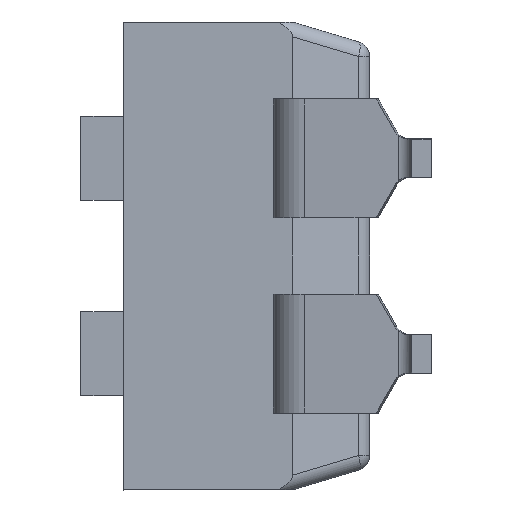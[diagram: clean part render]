
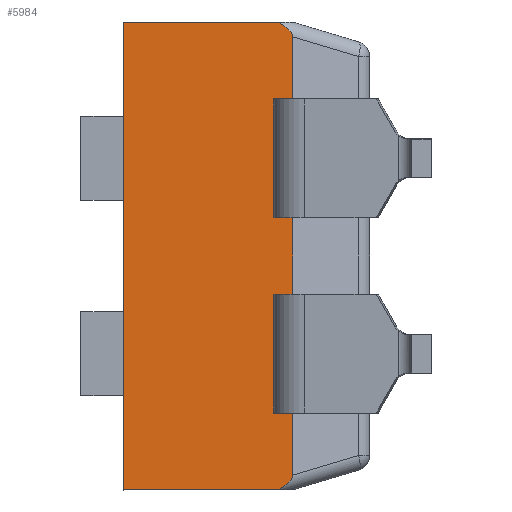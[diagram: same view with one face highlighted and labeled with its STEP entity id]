
A CAD part, left-side view. The second image highlights one B-rep face of the part: STEP entity #5984.
In plain terms, the highlighted planar face has unit normal (-1, 0, 0).
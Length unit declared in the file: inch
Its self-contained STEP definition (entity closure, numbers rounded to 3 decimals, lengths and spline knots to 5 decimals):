
#70 = LINE ( 'NONE', #5088, #5116 ) ;
#119 = ORIENTED_EDGE ( 'NONE', *, *, #2992, .F. ) ;
#143 = EDGE_CURVE ( 'NONE', #7035, #3233, #6236, .T. ) ;
#203 = VECTOR ( 'NONE', #678, 39.37008 ) ;
#251 = CARTESIAN_POINT ( 'NONE',  ( 0.23138, 0.03516, -0.18789 ) ) ;
#279 = EDGE_CURVE ( 'NONE', #3781, #5814, #2281, .T. ) ;
#360 = VECTOR ( 'NONE', #506, 39.37008 ) ;
#371 = VECTOR ( 'NONE', #5511, 39.37008 ) ;
#455 = CARTESIAN_POINT ( 'NONE',  ( 0.23138, 0.10209, -0.22726 ) ) ;
#478 = VERTEX_POINT ( 'NONE', #7477 ) ;
#494 = EDGE_CURVE ( 'NONE', #1297, #6961, #1739, .T. ) ;
#506 = DIRECTION ( 'NONE',  ( 0., 0., -1. ) ) ;
#536 = ORIENTED_EDGE ( 'NONE', *, *, #5264, .F. ) ;
#550 = CARTESIAN_POINT ( 'NONE',  ( 0.23138, 0.04241, -0.22726 ) ) ;
#611 = VECTOR ( 'NONE', #2536, 39.37008 ) ;
#678 = DIRECTION ( 'NONE',  ( 0., 0., -1. ) ) ;
#784 = EDGE_CURVE ( 'NONE', #1753, #3781, #4422, .T. ) ;
#1012 = DIRECTION ( 'NONE',  ( 0., 1., 0. ) ) ;
#1052 = DIRECTION ( 'NONE',  ( 0., 1., 0. ) ) ;
#1187 = EDGE_CURVE ( 'NONE', #7002, #478, #7136, .T. ) ;
#1194 = CARTESIAN_POINT ( 'NONE',  ( 0.23138, 0.03769, -0.22444 ) ) ;
#1234 = DIRECTION ( 'NONE',  ( 0., 1., 0. ) ) ;
#1297 = VERTEX_POINT ( 'NONE', #3109 ) ;
#1378 = DIRECTION ( 'NONE',  ( 0., 0., -1. ) ) ;
#1509 = CARTESIAN_POINT ( 'NONE',  ( 0.23138, 0.12178, 0.01211 ) ) ;
#1578 = DIRECTION ( 'NONE',  ( 0., -1., 0. ) ) ;
#1739 = LINE ( 'NONE', #2999, #371 ) ;
#1742 = DIRECTION ( 'NONE',  ( 0., 0., 1. ) ) ;
#1753 = VERTEX_POINT ( 'NONE', #3424 ) ;
#1784 = VECTOR ( 'NONE', #1234, 39.37008 ) ;
#1792 = CARTESIAN_POINT ( 'NONE',  ( 0.23138, 0.03516, -0.21972 ) ) ;
#1886 =( BOUNDED_CURVE ( )  B_SPLINE_CURVE ( 3, ( #1792, #8154, #1194, #3090 ),
 .UNSPECIFIED., .F., .F. ) 
 B_SPLINE_CURVE_WITH_KNOTS ( ( 4, 4 ),
 ( 0.08266, 0.82673 ),
 .UNSPECIFIED. ) 
 CURVE ( )  GEOMETRIC_REPRESENTATION_ITEM ( )  RATIONAL_B_SPLINE_CURVE ( ( 1., 0.954, 0.954, 1. ) ) 
 REPRESENTATION_ITEM ( '' )  );
#1890 = CARTESIAN_POINT ( 'NONE',  ( 0.23138, 0.03769, 0.00928 ) ) ;
#1914 = ORIENTED_EDGE ( 'NONE', *, *, #784, .T. ) ;
#1923 = ORIENTED_EDGE ( 'NONE', *, *, #143, .T. ) ;
#1954 = VECTOR ( 'NONE', #1052, 39.37008 ) ;
#2083 = CARTESIAN_POINT ( 'NONE',  ( 0.23138, 0.03516, -0.02726 ) ) ;
#2094 = VERTEX_POINT ( 'NONE', #7599 ) ;
#2116 = CARTESIAN_POINT ( 'NONE',  ( 0.23138, 0.03516, -0.18789 ) ) ;
#2249 = VECTOR ( 'NONE', #1742, 39.37008 ) ;
#2281 = LINE ( 'NONE', #4104, #7913 ) ;
#2434 = ORIENTED_EDGE ( 'NONE', *, *, #7814, .T. ) ;
#2465 = LINE ( 'NONE', #4251, #360 ) ;
#2491 = FACE_OUTER_BOUND ( 'NONE', #3638, .T. ) ;
#2531 = CARTESIAN_POINT ( 'NONE',  ( 0.23138, 0.03516, -0.21972 ) ) ;
#2536 = DIRECTION ( 'NONE',  ( 0., -1., 0. ) ) ;
#2700 = LINE ( 'NONE', #5173, #2809 ) ;
#2710 = LINE ( 'NONE', #251, #3412 ) ;
#2809 = VECTOR ( 'NONE', #1378, 39.37008 ) ;
#2897 = VECTOR ( 'NONE', #5150, 39.37008 ) ;
#2975 = CARTESIAN_POINT ( 'NONE',  ( 0.23138, 0.03516, -0.08789 ) ) ;
#2992 = EDGE_CURVE ( 'NONE', #3489, #4099, #1886, .T. ) ;
#2999 = CARTESIAN_POINT ( 'NONE',  ( 0.23138, 0.04501, -0.18789 ) ) ;
#3090 = CARTESIAN_POINT ( 'NONE',  ( 0.23138, 0.04241, -0.22726 ) ) ;
#3109 = CARTESIAN_POINT ( 'NONE',  ( 0.23138, 0.04501, -0.18789 ) ) ;
#3127 = ORIENTED_EDGE ( 'NONE', *, *, #6601, .T. ) ;
#3194 = VERTEX_POINT ( 'NONE', #6690 ) ;
#3215 = DIRECTION ( 'NONE',  ( 0., 0., 1. ) ) ;
#3233 = VERTEX_POINT ( 'NONE', #2083 ) ;
#3299 = EDGE_CURVE ( 'NONE', #2094, #7035, #6848, .T. ) ;
#3412 = VECTOR ( 'NONE', #4566, 39.37008 ) ;
#3424 = CARTESIAN_POINT ( 'NONE',  ( 0.23138, 0.03516, 0.00456 ) ) ;
#3481 = ORIENTED_EDGE ( 'NONE', *, *, #3299, .T. ) ;
#3489 = VERTEX_POINT ( 'NONE', #2531 ) ;
#3638 = EDGE_LOOP ( 'NONE', ( #3670, #5456, #119, #5199, #3127, #5748, #2434, #6902, #6415, #3481, #1923, #536, #1914, #5858 ) ) ;
#3670 = ORIENTED_EDGE ( 'NONE', *, *, #3835, .T. ) ;
#3775 = CARTESIAN_POINT ( 'NONE',  ( 0.23138, 0.04241, 0.01211 ) ) ;
#3781 = VERTEX_POINT ( 'NONE', #3775 ) ;
#3827 = CARTESIAN_POINT ( 'NONE',  ( 0.23138, 0.03516, 0.00664 ) ) ;
#3835 = EDGE_CURVE ( 'NONE', #5814, #3194, #2700, .T. ) ;
#4099 = VERTEX_POINT ( 'NONE', #550 ) ;
#4104 = CARTESIAN_POINT ( 'NONE',  ( 0.23138, 0.10209, 0.01211 ) ) ;
#4251 = CARTESIAN_POINT ( 'NONE',  ( 0.23138, 0.03516, 0.00456 ) ) ;
#4362 = LINE ( 'NONE', #455, #1784 ) ;
#4422 =( BOUNDED_CURVE ( )  B_SPLINE_CURVE ( 3, ( #6905, #3827, #1890, #6370 ),
 .UNSPECIFIED., .F., .F. ) 
 B_SPLINE_CURVE_WITH_KNOTS ( ( 4, 4 ),
 ( 0.08266, 0.82673 ),
 .UNSPECIFIED. ) 
 CURVE ( )  GEOMETRIC_REPRESENTATION_ITEM ( )  RATIONAL_B_SPLINE_CURVE ( ( 1., 0.954, 0.954, 1. ) ) 
 REPRESENTATION_ITEM ( '' )  );
#4566 = DIRECTION ( 'NONE',  ( 0., 0., -1. ) ) ;
#4868 = CARTESIAN_POINT ( 'NONE',  ( 0.23138, 0.04501, -0.02726 ) ) ;
#5015 = DIRECTION ( 'NONE',  ( -1., 0., 0. ) ) ;
#5088 = CARTESIAN_POINT ( 'NONE',  ( 0.23138, 0.04501, -0.12726 ) ) ;
#5116 = VECTOR ( 'NONE', #1578, 39.37008 ) ;
#5150 = DIRECTION ( 'NONE',  ( 0., 1., 0. ) ) ;
#5173 = CARTESIAN_POINT ( 'NONE',  ( 0.23138, 0.12178, 0.01211 ) ) ;
#5199 = ORIENTED_EDGE ( 'NONE', *, *, #6532, .F. ) ;
#5264 = EDGE_CURVE ( 'NONE', #1753, #3233, #2465, .T. ) ;
#5456 = ORIENTED_EDGE ( 'NONE', *, *, #5607, .F. ) ;
#5511 = DIRECTION ( 'NONE',  ( 0., 0., 1. ) ) ;
#5607 = EDGE_CURVE ( 'NONE', #4099, #3194, #4362, .T. ) ;
#5748 = ORIENTED_EDGE ( 'NONE', *, *, #494, .T. ) ;
#5814 = VERTEX_POINT ( 'NONE', #1509 ) ;
#5858 = ORIENTED_EDGE ( 'NONE', *, *, #279, .T. ) ;
#5984 = ADVANCED_FACE ( 'NONE', ( #2491 ), #6891, .T. ) ;
#6044 = AXIS2_PLACEMENT_3D ( 'NONE', #7603, #5015, #3215 ) ;
#6230 = CARTESIAN_POINT ( 'NONE',  ( 0.23138, 0.04501, -0.08789 ) ) ;
#6236 = LINE ( 'NONE', #6894, #611 ) ;
#6370 = CARTESIAN_POINT ( 'NONE',  ( 0.23138, 0.04241, 0.01211 ) ) ;
#6415 = ORIENTED_EDGE ( 'NONE', *, *, #7101, .T. ) ;
#6462 = VERTEX_POINT ( 'NONE', #2116 ) ;
#6532 = EDGE_CURVE ( 'NONE', #6462, #3489, #2710, .T. ) ;
#6601 = EDGE_CURVE ( 'NONE', #6462, #1297, #7948, .T. ) ;
#6683 = CARTESIAN_POINT ( 'NONE',  ( 0.23138, 0.03516, -0.18789 ) ) ;
#6690 = CARTESIAN_POINT ( 'NONE',  ( 0.23138, 0.12178, -0.22726 ) ) ;
#6779 = CARTESIAN_POINT ( 'NONE',  ( 0.23138, 0.04501, -0.12726 ) ) ;
#6848 = LINE ( 'NONE', #6230, #2249 ) ;
#6891 = PLANE ( 'NONE',  #6044 ) ;
#6894 = CARTESIAN_POINT ( 'NONE',  ( 0.23138, 0.04501, -0.02726 ) ) ;
#6902 = ORIENTED_EDGE ( 'NONE', *, *, #1187, .F. ) ;
#6905 = CARTESIAN_POINT ( 'NONE',  ( 0.23138, 0.03516, 0.00456 ) ) ;
#6961 = VERTEX_POINT ( 'NONE', #6779 ) ;
#7002 = VERTEX_POINT ( 'NONE', #2975 ) ;
#7035 = VERTEX_POINT ( 'NONE', #4868 ) ;
#7101 = EDGE_CURVE ( 'NONE', #7002, #2094, #7576, .T. ) ;
#7118 = CARTESIAN_POINT ( 'NONE',  ( 0.23138, 0.03516, -0.08789 ) ) ;
#7136 = LINE ( 'NONE', #7640, #203 ) ;
#7477 = CARTESIAN_POINT ( 'NONE',  ( 0.23138, 0.03516, -0.12726 ) ) ;
#7576 = LINE ( 'NONE', #7118, #2897 ) ;
#7599 = CARTESIAN_POINT ( 'NONE',  ( 0.23138, 0.04501, -0.08789 ) ) ;
#7603 = CARTESIAN_POINT ( 'NONE',  ( 0.23138, 0.12178, -0.82726 ) ) ;
#7640 = CARTESIAN_POINT ( 'NONE',  ( 0.23138, 0.03516, -0.08789 ) ) ;
#7814 = EDGE_CURVE ( 'NONE', #6961, #478, #70, .T. ) ;
#7913 = VECTOR ( 'NONE', #1012, 39.37008 ) ;
#7948 = LINE ( 'NONE', #6683, #1954 ) ;
#8154 = CARTESIAN_POINT ( 'NONE',  ( 0.23138, 0.03516, -0.2218 ) ) ;
